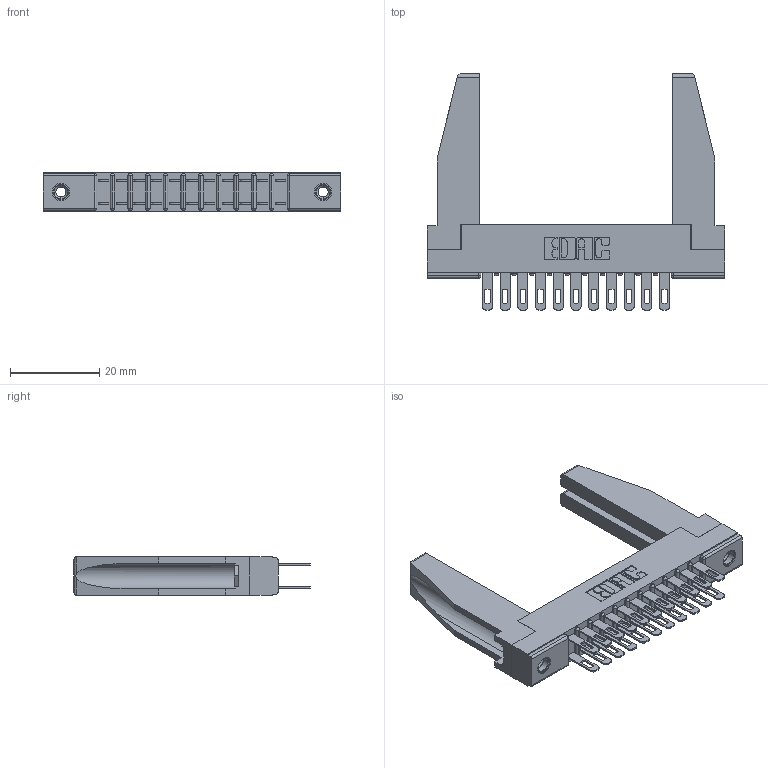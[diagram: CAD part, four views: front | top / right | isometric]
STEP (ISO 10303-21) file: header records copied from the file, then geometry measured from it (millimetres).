
FILE_DESCRIPTION (( 'STEP AP203' ), '1' );
FILE_NAME ('307-022-500-278.STEP', '2019-09-05T21:09:00', ( '' ), ( '' ), 'SwSTEP 2.0', 'SolidWorks 2016', '' );
FILE_SCHEMA (( 'CONFIG_CONTROL_DESIGN' ));
Length unit declared in the file: inch
Products named in the file (5): 307-290-001_500; 307 Part_.156 Dia Mounting Holes; 345-250-001_345-250-001-102; 307-022-500-278; 307-220-078
Assembly tree (27 placements, depth 2):
  307-022-500-278
    307 Part_.156 Dia Mounting Holes
    307-290-001_500  x22
    307-220-078  x2
    345-250-001_345-250-001-102  x2
Bounding box: 66.6 x 52.88 x 8.71 mm (x, y, z)
Volume: 8413.9 mm3; surface area: 11407.9 mm2
Topology: 27 solids, 27 shells, 1272 faces, 3513 edges, 2270 vertices
Faces by surface type: plane 814, cylinder 418, sphere 24, cone 12, torus 4
Entity records: 16017 total; most frequent: CARTESIAN_POINT 2637, ORIENTED_EDGE 2568, DIRECTION 2552, EDGE_CURVE 1284, VECTOR 974, LINE 974, VERTEX_POINT 832, AXIS2_PLACEMENT_3D 789
